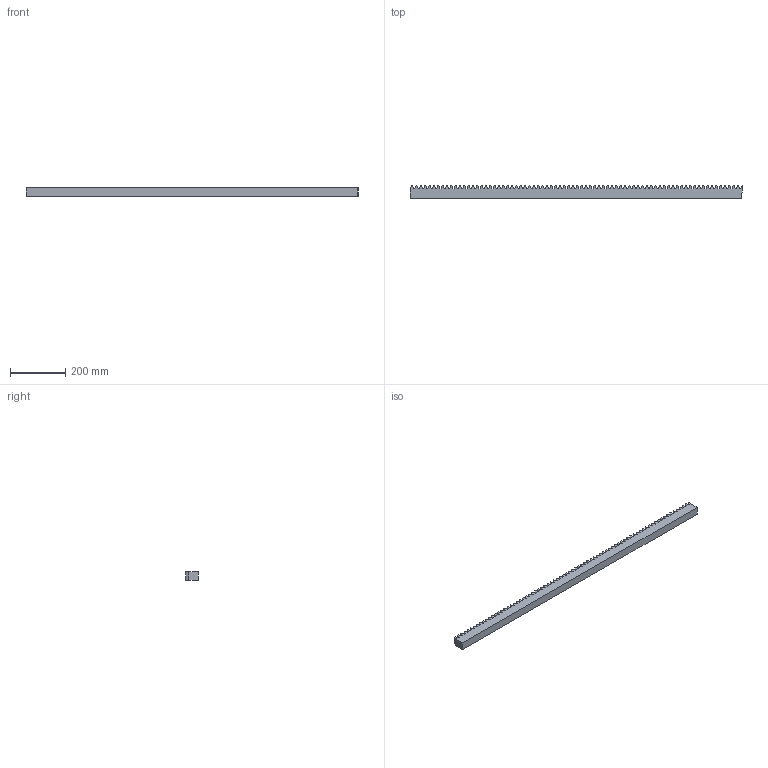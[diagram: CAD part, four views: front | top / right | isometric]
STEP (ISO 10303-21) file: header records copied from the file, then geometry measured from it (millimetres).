
FILE_DESCRIPTION (( 'STEP AP203' ), '1' );
FILE_NAME ('rack spur rectangular_iso_ISO - Rack-spur - rectangular 5M 20PA 30FW 40PH 1200L---SAll_sldprt.STEP', '2024-10-13T13:51:58', ( '' ), ( '' ), 'SwSTEP 2.0', 'SolidWorks 2024', '' );
FILE_SCHEMA (( 'CONFIG_CONTROL_DESIGN' ));
Length unit declared in the file: millimetre
Products named in the file (1): rack spur rectangular_iso_ISO - Rack-spur - rectangular 5M 20PA 30FW 40PH 1200L---SAll_sldprt
Bounding box: 1200 x 45 x 30 mm (x, y, z)
Volume: 1403096.3 mm3; surface area: 204051.8 mm2
Topology: 1 solids, 1 shells, 311 faces, 927 edges, 618 vertices
Faces by surface type: plane 311
Entity records: 10298 total; most frequent: CARTESIAN_POINT 1857, ORIENTED_EDGE 1854, DIRECTION 1551, LINE 927, EDGE_CURVE 927, VECTOR 927, VERTEX_POINT 618, AXIS2_PLACEMENT_3D 312
